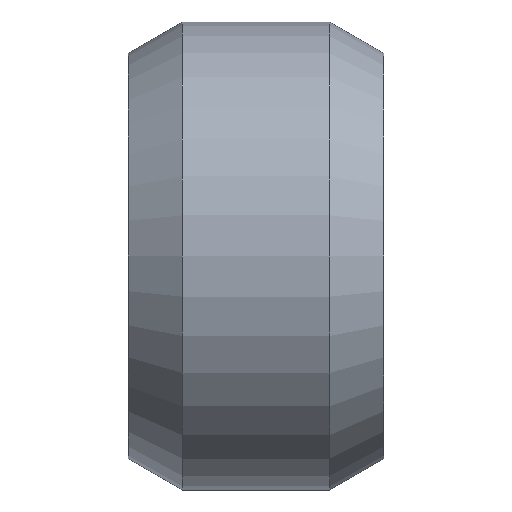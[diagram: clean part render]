
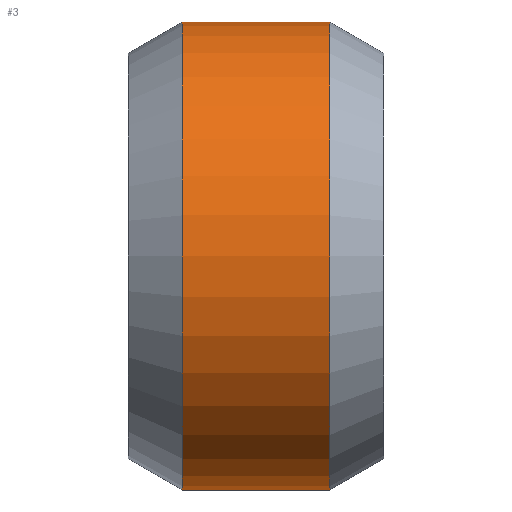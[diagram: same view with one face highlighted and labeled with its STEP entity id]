
A CAD part, left-side view. The second image highlights one B-rep face of the part: STEP entity #3.
In plain terms, the highlighted cylindrical face has radius 8.25 mm (diameter 16.5 mm), a partial arc.
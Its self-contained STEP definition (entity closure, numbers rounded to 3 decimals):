
#3 = ADVANCED_FACE ( 'NONE', ( #318 ), #319, .T. ) ;
#30 = AXIS2_PLACEMENT_3D ( 'NONE', #193, #194, #195 ) ;
#54 = EDGE_CURVE ( 'NONE', #331, #337, #267, .T. ) ;
#56 = EDGE_CURVE ( 'NONE', #323, #337, #266, .T. ) ;
#57 = EDGE_CURVE ( 'NONE', #322, #331, #269, .T. ) ;
#62 = EDGE_CURVE ( 'NONE', #322, #323, #260, .T. ) ;
#64 = AXIS2_PLACEMENT_3D ( 'NONE', #107, #108, #106 ) ;
#77 = AXIS2_PLACEMENT_3D ( 'NONE', #203, #204, #205 ) ;
#106 = DIRECTION ( 'NONE',  ( 0., 0., -1. ) ) ;
#107 = CARTESIAN_POINT ( 'NONE',  ( 0., 7.095, 0. ) ) ;
#108 = DIRECTION ( 'NONE',  ( 0., -1., 0. ) ) ;
#186 = CARTESIAN_POINT ( 'NONE',  ( 0., 7.095, -8.25 ) ) ;
#187 = DIRECTION ( 'NONE',  ( 0., -1., 0. ) ) ;
#192 = CARTESIAN_POINT ( 'NONE',  ( 0., 7.095, 8.25 ) ) ;
#193 = CARTESIAN_POINT ( 'NONE',  ( 0., 1.905, 0. ) ) ;
#194 = DIRECTION ( 'NONE',  ( 0., -1., 0. ) ) ;
#195 = DIRECTION ( 'NONE',  ( 0., 0., -1. ) ) ;
#196 = DIRECTION ( 'NONE',  ( 0., -1., 0. ) ) ;
#203 = CARTESIAN_POINT ( 'NONE',  ( 0., 7.095, 0. ) ) ;
#204 = DIRECTION ( 'NONE',  ( 0., -1., 0. ) ) ;
#205 = DIRECTION ( 'NONE',  ( 0., 0., -1. ) ) ;
#214 = CARTESIAN_POINT ( 'NONE',  ( 0., 7.095, 8.25 ) ) ;
#220 = CARTESIAN_POINT ( 'NONE',  ( 0., 7.095, -8.25 ) ) ;
#227 = CARTESIAN_POINT ( 'NONE',  ( 0., 1.905, 8.25 ) ) ;
#236 = CARTESIAN_POINT ( 'NONE',  ( 0., 1.905, -8.25 ) ) ;
#260 = CIRCLE ( 'NONE', #77, 8.25 ) ;
#262 = VECTOR ( 'NONE', #196, 1000. ) ;
#264 = VECTOR ( 'NONE', #187, 1000. ) ;
#266 = LINE ( 'NONE', #186, #264 ) ;
#267 = CIRCLE ( 'NONE', #30, 8.25 ) ;
#269 = LINE ( 'NONE', #192, #262 ) ;
#318 = FACE_OUTER_BOUND ( 'NONE', #344, .T. ) ;
#319 = CYLINDRICAL_SURFACE ( 'NONE', #64, 8.25 ) ;
#322 = VERTEX_POINT ( 'NONE', #214 ) ;
#323 = VERTEX_POINT ( 'NONE', #220 ) ;
#331 = VERTEX_POINT ( 'NONE', #227 ) ;
#337 = VERTEX_POINT ( 'NONE', #236 ) ;
#344 = EDGE_LOOP ( 'NONE', ( #389, #379, #403, #401 ) ) ;
#379 = ORIENTED_EDGE ( 'NONE', *, *, #62, .T. ) ;
#389 = ORIENTED_EDGE ( 'NONE', *, *, #57, .F. ) ;
#401 = ORIENTED_EDGE ( 'NONE', *, *, #54, .F. ) ;
#403 = ORIENTED_EDGE ( 'NONE', *, *, #56, .T. ) ;
